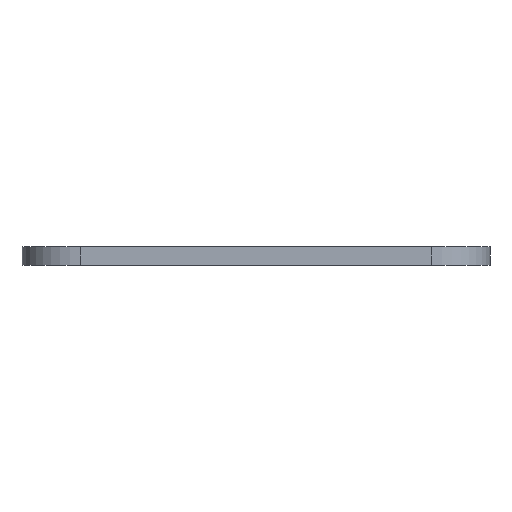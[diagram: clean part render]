
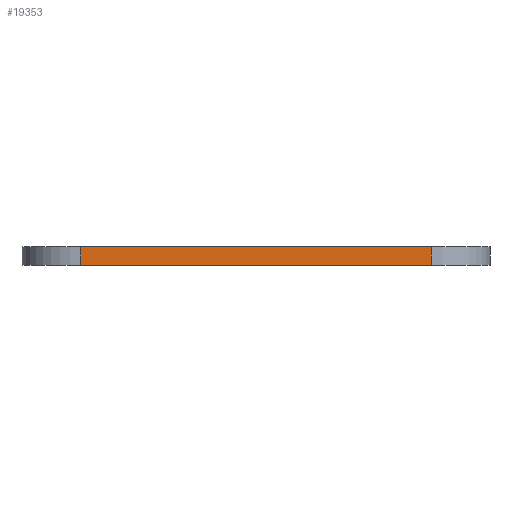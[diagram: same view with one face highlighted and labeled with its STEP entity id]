
A CAD part, left-side view. The second image highlights one B-rep face of the part: STEP entity #19353.
In plain terms, the highlighted planar face has unit normal (-1, 0, 0).
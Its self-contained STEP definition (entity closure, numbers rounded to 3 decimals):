
#55 = CYLINDRICAL_SURFACE('',#56,5.);
#56 = AXIS2_PLACEMENT_3D('',#57,#58,#59);
#57 = CARTESIAN_POINT('',(90.,-60.,0.));
#58 = DIRECTION('',(-0.,-0.,-1.));
#59 = DIRECTION('',(1.,0.,-0.));
#83 = PLANE('',#84);
#84 = AXIS2_PLACEMENT_3D('',#85,#86,#87);
#85 = CARTESIAN_POINT('',(145.,-75.,1.6));
#86 = DIRECTION('',(-0.,-0.,-1.));
#87 = DIRECTION('',(-1.,0.,0.));
#137 = PLANE('',#138);
#138 = AXIS2_PLACEMENT_3D('',#139,#140,#141);
#139 = CARTESIAN_POINT('',(145.,-75.,0.));
#140 = DIRECTION('',(-0.,-0.,-1.));
#141 = DIRECTION('',(-1.,0.,0.));
#154 = VERTEX_POINT('',#155);
#155 = CARTESIAN_POINT('',(85.,-60.,1.6));
#181 = EDGE_CURVE('',#182,#154,#184,.T.);
#182 = VERTEX_POINT('',#183);
#183 = CARTESIAN_POINT('',(85.,-60.,0.));
#184 = SURFACE_CURVE('',#185,(#189,#196),.PCURVE_S1.);
#185 = LINE('',#186,#187);
#186 = CARTESIAN_POINT('',(85.,-60.,0.));
#187 = VECTOR('',#188,1.);
#188 = DIRECTION('',(0.,0.,1.));
#189 = PCURVE('',#55,#190);
#190 = DEFINITIONAL_REPRESENTATION('',(#191),#195);
#191 = LINE('',#192,#193);
#192 = CARTESIAN_POINT('',(-3.142,0.));
#193 = VECTOR('',#194,1.);
#194 = DIRECTION('',(-0.,-1.));
#195 = ( GEOMETRIC_REPRESENTATION_CONTEXT(2) 
PARAMETRIC_REPRESENTATION_CONTEXT() REPRESENTATION_CONTEXT('2D SPACE',''
  ) );
#196 = PCURVE('',#197,#202);
#197 = PLANE('',#198);
#198 = AXIS2_PLACEMENT_3D('',#199,#200,#201);
#199 = CARTESIAN_POINT('',(85.,-90.,0.));
#200 = DIRECTION('',(-1.,0.,0.));
#201 = DIRECTION('',(0.,1.,0.));
#202 = DEFINITIONAL_REPRESENTATION('',(#203),#207);
#203 = LINE('',#204,#205);
#204 = CARTESIAN_POINT('',(30.,0.));
#205 = VECTOR('',#206,1.);
#206 = DIRECTION('',(0.,-1.));
#207 = ( GEOMETRIC_REPRESENTATION_CONTEXT(2) 
PARAMETRIC_REPRESENTATION_CONTEXT() REPRESENTATION_CONTEXT('2D SPACE',''
  ) );
#411 = VERTEX_POINT('',#412);
#412 = CARTESIAN_POINT('',(85.,-90.,0.));
#431 = CYLINDRICAL_SURFACE('',#432,5.);
#432 = AXIS2_PLACEMENT_3D('',#433,#434,#435);
#433 = CARTESIAN_POINT('',(90.,-90.,0.));
#434 = DIRECTION('',(-0.,-0.,-1.));
#435 = DIRECTION('',(1.,0.,-0.));
#443 = EDGE_CURVE('',#411,#182,#444,.T.);
#444 = SURFACE_CURVE('',#445,(#449,#456),.PCURVE_S1.);
#445 = LINE('',#446,#447);
#446 = CARTESIAN_POINT('',(85.,-90.,0.));
#447 = VECTOR('',#448,1.);
#448 = DIRECTION('',(0.,1.,0.));
#449 = PCURVE('',#137,#450);
#450 = DEFINITIONAL_REPRESENTATION('',(#451),#455);
#451 = LINE('',#452,#453);
#452 = CARTESIAN_POINT('',(60.,-15.));
#453 = VECTOR('',#454,1.);
#454 = DIRECTION('',(0.,1.));
#455 = ( GEOMETRIC_REPRESENTATION_CONTEXT(2) 
PARAMETRIC_REPRESENTATION_CONTEXT() REPRESENTATION_CONTEXT('2D SPACE',''
  ) );
#456 = PCURVE('',#197,#457);
#457 = DEFINITIONAL_REPRESENTATION('',(#458),#462);
#458 = LINE('',#459,#460);
#459 = CARTESIAN_POINT('',(0.,0.));
#460 = VECTOR('',#461,1.);
#461 = DIRECTION('',(1.,0.));
#462 = ( GEOMETRIC_REPRESENTATION_CONTEXT(2) 
PARAMETRIC_REPRESENTATION_CONTEXT() REPRESENTATION_CONTEXT('2D SPACE',''
  ) );
#10745 = VERTEX_POINT('',#10746);
#10746 = CARTESIAN_POINT('',(85.,-90.,1.6));
#10772 = EDGE_CURVE('',#10745,#154,#10773,.T.);
#10773 = SURFACE_CURVE('',#10774,(#10778,#10785),.PCURVE_S1.);
#10774 = LINE('',#10775,#10776);
#10775 = CARTESIAN_POINT('',(85.,-90.,1.6));
#10776 = VECTOR('',#10777,1.);
#10777 = DIRECTION('',(0.,1.,0.));
#10778 = PCURVE('',#83,#10779);
#10779 = DEFINITIONAL_REPRESENTATION('',(#10780),#10784);
#10780 = LINE('',#10781,#10782);
#10781 = CARTESIAN_POINT('',(60.,-15.));
#10782 = VECTOR('',#10783,1.);
#10783 = DIRECTION('',(0.,1.));
#10784 = ( GEOMETRIC_REPRESENTATION_CONTEXT(2) 
PARAMETRIC_REPRESENTATION_CONTEXT() REPRESENTATION_CONTEXT('2D SPACE',''
  ) );
#10785 = PCURVE('',#197,#10786);
#10786 = DEFINITIONAL_REPRESENTATION('',(#10787),#10791);
#10787 = LINE('',#10788,#10789);
#10788 = CARTESIAN_POINT('',(0.,-1.6));
#10789 = VECTOR('',#10790,1.);
#10790 = DIRECTION('',(1.,0.));
#10791 = ( GEOMETRIC_REPRESENTATION_CONTEXT(2) 
PARAMETRIC_REPRESENTATION_CONTEXT() REPRESENTATION_CONTEXT('2D SPACE',''
  ) );
#19353 = ADVANCED_FACE('',(#19354),#197,.T.);
#19354 = FACE_BOUND('',#19355,.T.);
#19355 = EDGE_LOOP('',(#19356,#19377,#19378,#19379));
#19356 = ORIENTED_EDGE('',*,*,#19357,.T.);
#19357 = EDGE_CURVE('',#411,#10745,#19358,.T.);
#19358 = SURFACE_CURVE('',#19359,(#19363,#19370),.PCURVE_S1.);
#19359 = LINE('',#19360,#19361);
#19360 = CARTESIAN_POINT('',(85.,-90.,0.));
#19361 = VECTOR('',#19362,1.);
#19362 = DIRECTION('',(0.,0.,1.));
#19363 = PCURVE('',#197,#19364);
#19364 = DEFINITIONAL_REPRESENTATION('',(#19365),#19369);
#19365 = LINE('',#19366,#19367);
#19366 = CARTESIAN_POINT('',(0.,0.));
#19367 = VECTOR('',#19368,1.);
#19368 = DIRECTION('',(0.,-1.));
#19369 = ( GEOMETRIC_REPRESENTATION_CONTEXT(2) 
PARAMETRIC_REPRESENTATION_CONTEXT() REPRESENTATION_CONTEXT('2D SPACE',''
  ) );
#19370 = PCURVE('',#431,#19371);
#19371 = DEFINITIONAL_REPRESENTATION('',(#19372),#19376);
#19372 = LINE('',#19373,#19374);
#19373 = CARTESIAN_POINT('',(-3.142,0.));
#19374 = VECTOR('',#19375,1.);
#19375 = DIRECTION('',(-0.,-1.));
#19376 = ( GEOMETRIC_REPRESENTATION_CONTEXT(2) 
PARAMETRIC_REPRESENTATION_CONTEXT() REPRESENTATION_CONTEXT('2D SPACE',''
  ) );
#19377 = ORIENTED_EDGE('',*,*,#10772,.T.);
#19378 = ORIENTED_EDGE('',*,*,#181,.F.);
#19379 = ORIENTED_EDGE('',*,*,#443,.F.);
